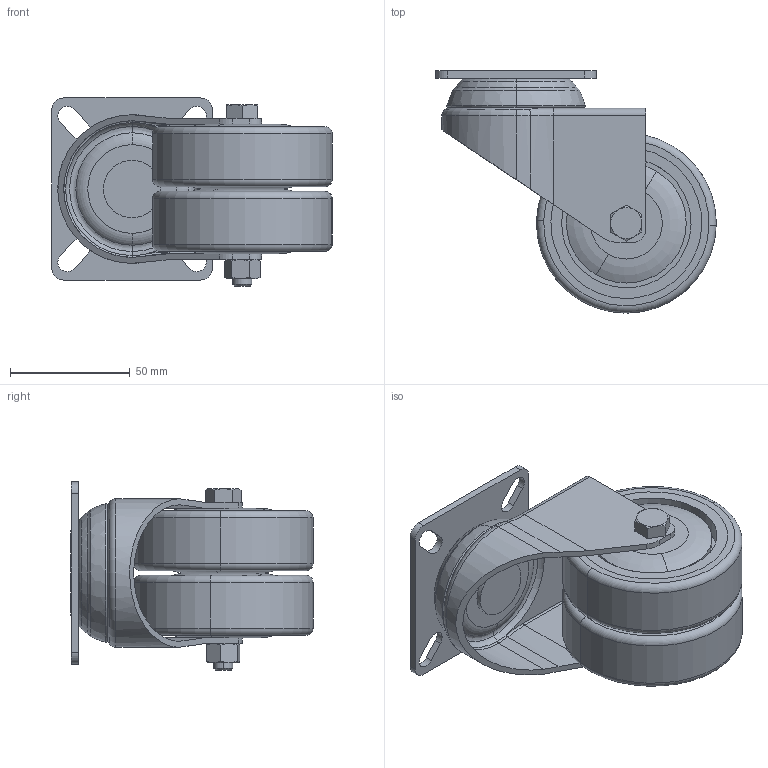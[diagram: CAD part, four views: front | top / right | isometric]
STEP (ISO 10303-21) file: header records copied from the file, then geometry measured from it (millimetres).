
FILE_DESCRIPTION (( 'STEP AP203' ), '1' );
FILE_NAME ('S3716.STEP', '2020-02-21T03:16:28', ( '' ), ( '' ), 'SwSTEP 2.0', 'SolidWorks 2013', '' );
FILE_SCHEMA (( 'CONFIG_CONTROL_DESIGN' ));
Length unit declared in the file: millimetre
Products named in the file (1): S3716
Bounding box: 116.99 x 101.01 x 78.5 mm (x, y, z)
Volume: 219085.8 mm3; surface area: 116324.8 mm2
Topology: 14 solids, 14 shells, 293 faces, 646 edges, 396 vertices
Faces by surface type: cylinder 106, torus 82, plane 79, cone 26
Entity records: 8419 total; most frequent: CARTESIAN_POINT 1588, DIRECTION 1586, ORIENTED_EDGE 1292, AXIS2_PLACEMENT_3D 694, EDGE_CURVE 646, CIRCLE 400, VERTEX_POINT 396, EDGE_LOOP 344
